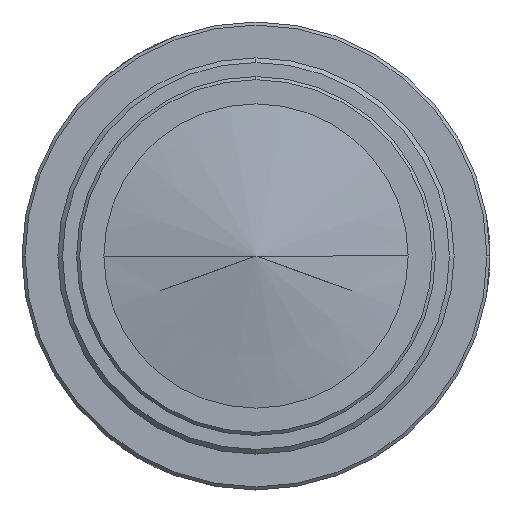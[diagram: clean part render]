
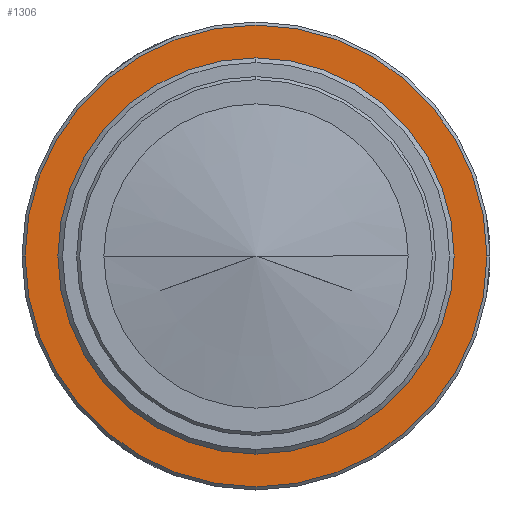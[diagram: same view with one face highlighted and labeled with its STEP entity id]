
A CAD part, left-side view. The second image highlights one B-rep face of the part: STEP entity #1306.
In plain terms, the highlighted planar face has unit normal (-1, 0, 0).
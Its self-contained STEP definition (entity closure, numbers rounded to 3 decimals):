
#40 = DIRECTION ( 'NONE',  ( 0., -1., 0. ) ) ;
#53 = DIRECTION ( 'NONE',  ( -1., 0., 0. ) ) ;
#58 = FACE_OUTER_BOUND ( 'NONE', #1434, .T. ) ;
#64 = DIRECTION ( 'NONE',  ( -1., 0., 0. ) ) ;
#185 = AXIS2_PLACEMENT_3D ( 'NONE', #725, #836, #1511 ) ;
#221 = ORIENTED_EDGE ( 'NONE', *, *, #381, .F. ) ;
#242 = VERTEX_POINT ( 'NONE', #266 ) ;
#266 = CARTESIAN_POINT ( 'NONE',  ( -100.93, 14.8, 0. ) ) ;
#270 = VERTEX_POINT ( 'NONE', #299 ) ;
#285 = DIRECTION ( 'NONE',  ( 0., -1., 0. ) ) ;
#294 = AXIS2_PLACEMENT_3D ( 'NONE', #1136, #644, #1466 ) ;
#299 = CARTESIAN_POINT ( 'NONE',  ( -100.93, 12.3, 0. ) ) ;
#381 = EDGE_CURVE ( 'NONE', #270, #459, #1101, .T. ) ;
#401 = CARTESIAN_POINT ( 'NONE',  ( -100.93, -14.8, 0. ) ) ;
#459 = VERTEX_POINT ( 'NONE', #1381 ) ;
#502 = CARTESIAN_POINT ( 'NONE',  ( -100.93, 0., 0. ) ) ;
#503 = AXIS2_PLACEMENT_3D ( 'NONE', #617, #1447, #40 ) ;
#617 = CARTESIAN_POINT ( 'NONE',  ( -100.93, 0., 0. ) ) ;
#644 = DIRECTION ( 'NONE',  ( -1., 0., 0. ) ) ;
#704 = CIRCLE ( 'NONE', #990, 14.8 ) ;
#725 = CARTESIAN_POINT ( 'NONE',  ( -100.93, -14.978, 14.978 ) ) ;
#786 = AXIS2_PLACEMENT_3D ( 'NONE', #879, #64, #285 ) ;
#806 = EDGE_CURVE ( 'NONE', #242, #1501, #704, .T. ) ;
#812 = EDGE_LOOP ( 'NONE', ( #1216, #221 ) ) ;
#817 = CIRCLE ( 'NONE', #503, 12.3 ) ;
#836 = DIRECTION ( 'NONE',  ( 1., 0., 0. ) ) ;
#879 = CARTESIAN_POINT ( 'NONE',  ( -100.93, 0., 0. ) ) ;
#880 = EDGE_CURVE ( 'NONE', #1501, #242, #1161, .T. ) ;
#933 = PLANE ( 'NONE',  #185 ) ;
#990 = AXIS2_PLACEMENT_3D ( 'NONE', #502, #53, #1456 ) ;
#1045 = ORIENTED_EDGE ( 'NONE', *, *, #806, .T. ) ;
#1101 = CIRCLE ( 'NONE', #786, 12.3 ) ;
#1136 = CARTESIAN_POINT ( 'NONE',  ( -100.93, 0., 0. ) ) ;
#1161 = CIRCLE ( 'NONE', #294, 14.8 ) ;
#1216 = ORIENTED_EDGE ( 'NONE', *, *, #1360, .F. ) ;
#1230 = FACE_BOUND ( 'NONE', #812, .T. ) ;
#1306 = ADVANCED_FACE ( 'NONE', ( #1230, #58 ), #933, .F. ) ;
#1360 = EDGE_CURVE ( 'NONE', #459, #270, #817, .T. ) ;
#1381 = CARTESIAN_POINT ( 'NONE',  ( -100.93, -12.3, 0. ) ) ;
#1434 = EDGE_LOOP ( 'NONE', ( #1045, #1477 ) ) ;
#1447 = DIRECTION ( 'NONE',  ( -1., 0., 0. ) ) ;
#1456 = DIRECTION ( 'NONE',  ( 0., 1., 0. ) ) ;
#1466 = DIRECTION ( 'NONE',  ( 0., 1., 0. ) ) ;
#1477 = ORIENTED_EDGE ( 'NONE', *, *, #880, .T. ) ;
#1501 = VERTEX_POINT ( 'NONE', #401 ) ;
#1511 = DIRECTION ( 'NONE',  ( 0., 0., -1. ) ) ;
